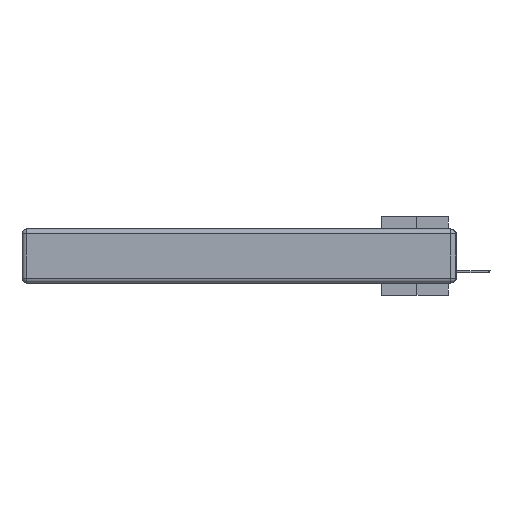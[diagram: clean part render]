
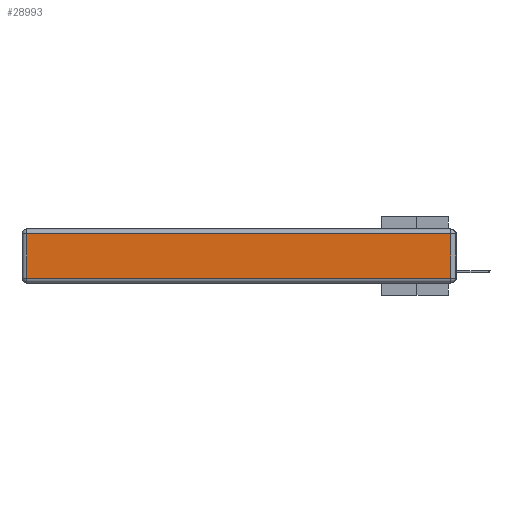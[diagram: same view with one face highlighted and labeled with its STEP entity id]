
A CAD part, left-side view. The second image highlights one B-rep face of the part: STEP entity #28993.
In plain terms, the highlighted planar face has unit normal (-1, 0, 0).
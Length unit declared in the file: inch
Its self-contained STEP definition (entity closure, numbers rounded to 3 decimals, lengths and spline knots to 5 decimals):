
#23 = CARTESIAN_POINT ( 'NONE',  ( 0., 0., -0.343 ) ) ;
#624 = VECTOR ( 'NONE', #21338, 39.37008 ) ;
#2644 = EDGE_CURVE ( 'NONE', #12163, #31239, #22466, .T. ) ;
#6276 = EDGE_CURVE ( 'NONE', #6464, #26092, #16908, .T. ) ;
#6464 = VERTEX_POINT ( 'NONE', #30206 ) ;
#9472 = DIRECTION ( 'NONE',  ( -1., 0., 0. ) ) ;
#9975 = CARTESIAN_POINT ( 'NONE',  ( 0., 0.03, -0.313 ) ) ;
#9983 = ORIENTED_EDGE ( 'NONE', *, *, #32018, .T. ) ;
#10973 = EDGE_LOOP ( 'NONE', ( #25918, #16906, #34496, #9983 ) ) ;
#12163 = VERTEX_POINT ( 'NONE', #29453 ) ;
#12510 = VECTOR ( 'NONE', #29052, 39.37008 ) ;
#12628 = DIRECTION ( 'NONE',  ( 0., 0., 1. ) ) ;
#13102 = CARTESIAN_POINT ( 'NONE',  ( 0., 2.72, -0.343 ) ) ;
#14156 = CARTESIAN_POINT ( 'NONE',  ( 0., 2.75, -0.03 ) ) ;
#14363 = VECTOR ( 'NONE', #16778, 39.37008 ) ;
#16778 = DIRECTION ( 'NONE',  ( 0., -1., 0. ) ) ;
#16906 = ORIENTED_EDGE ( 'NONE', *, *, #27054, .T. ) ;
#16908 = LINE ( 'NONE', #14156, #12510 ) ;
#17237 = CARTESIAN_POINT ( 'NONE',  ( 0., 2.72, -0.03 ) ) ;
#17809 = VECTOR ( 'NONE', #12628, 39.37008 ) ;
#21227 = DIRECTION ( 'NONE',  ( 0., 0., 1. ) ) ;
#21250 = LINE ( 'NONE', #32609, #17809 ) ;
#21338 = DIRECTION ( 'NONE',  ( 0., 0., -1. ) ) ;
#21812 = PLANE ( 'NONE',  #27991 ) ;
#22466 = LINE ( 'NONE', #32047, #14363 ) ;
#25918 = ORIENTED_EDGE ( 'NONE', *, *, #2644, .T. ) ;
#26092 = VERTEX_POINT ( 'NONE', #17237 ) ;
#27054 = EDGE_CURVE ( 'NONE', #31239, #6464, #21250, .T. ) ;
#27991 = AXIS2_PLACEMENT_3D ( 'NONE', #23, #9472, #21227 ) ;
#28993 = ADVANCED_FACE ( 'NONE', ( #36667 ), #21812, .T. ) ;
#29052 = DIRECTION ( 'NONE',  ( 0., 1., 0. ) ) ;
#29453 = CARTESIAN_POINT ( 'NONE',  ( 0., 2.72, -0.313 ) ) ;
#30206 = CARTESIAN_POINT ( 'NONE',  ( 0., 0.03, -0.03 ) ) ;
#30523 = LINE ( 'NONE', #13102, #624 ) ;
#31239 = VERTEX_POINT ( 'NONE', #9975 ) ;
#32018 = EDGE_CURVE ( 'NONE', #26092, #12163, #30523, .T. ) ;
#32047 = CARTESIAN_POINT ( 'NONE',  ( 0., 0., -0.313 ) ) ;
#32609 = CARTESIAN_POINT ( 'NONE',  ( 0., 0.03, -0.343 ) ) ;
#34496 = ORIENTED_EDGE ( 'NONE', *, *, #6276, .T. ) ;
#36667 = FACE_OUTER_BOUND ( 'NONE', #10973, .T. ) ;
